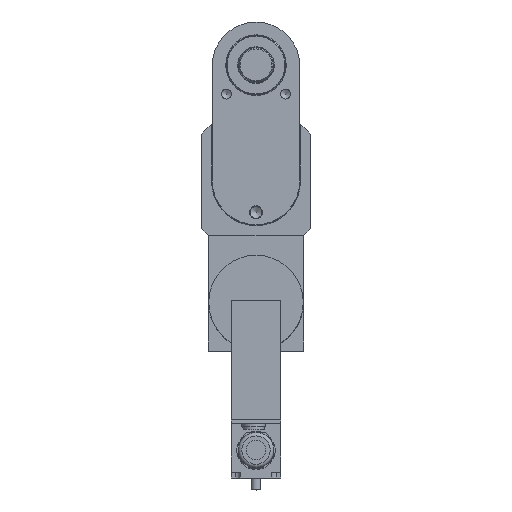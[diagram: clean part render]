
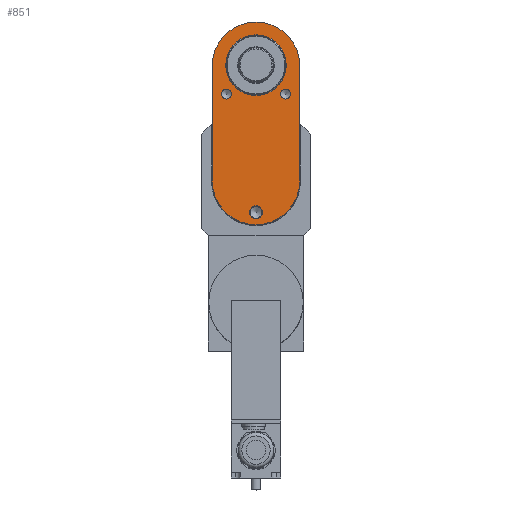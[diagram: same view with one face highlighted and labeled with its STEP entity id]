
A CAD part, top view. The second image highlights one B-rep face of the part: STEP entity #851.
In plain terms, the highlighted planar face has unit normal (0, 0, 1).
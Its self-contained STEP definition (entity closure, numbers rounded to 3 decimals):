
#762=CARTESIAN_POINT('',(25.6,0.5,154.0));
#763=VERTEX_POINT('',#762);
#764=CARTESIAN_POINT('',(0.0,0.5,154.0));
#765=DIRECTION('',(0.0,0.0,1.0));
#766=DIRECTION('',(-1.0,0.0,0.0));
#767=AXIS2_PLACEMENT_3D('',#764,#765,#766);
#768=CIRCLE('',#767,25.6);
#769=EDGE_CURVE('',#763,#763,#768,.T.);
#774=CARTESIAN_POINT('',(0.,-48.75,154.0));
#775=DIRECTION('',(0.0,0.0,1.0));
#776=DIRECTION('',(1.0,0.0,0.0));
#777=AXIS2_PLACEMENT_3D('',#774,#775,#776);
#778=PLANE('',#777);
#779=CARTESIAN_POINT('',(-37.,-97.5,154.0));
#780=VERTEX_POINT('',#779);
#781=CARTESIAN_POINT('',(-37.0,0.,154.0));
#782=VERTEX_POINT('',#781);
#783=CARTESIAN_POINT('',(-37.,-97.5,154.0));
#784=DIRECTION('',(0.0,1.0,0.0));
#785=VECTOR('',#784,97.5);
#786=LINE('',#783,#785);
#787=EDGE_CURVE('',#780,#782,#786,.T.);
#788=ORIENTED_EDGE('',*,*,#787,.F.);
#789=CARTESIAN_POINT('',(37.0,-97.5,154.0));
#790=VERTEX_POINT('',#789);
#791=CARTESIAN_POINT('',(0.0,-97.5,154.0));
#792=DIRECTION('',(0.0,0.0,-1.0));
#793=DIRECTION('',(1.0,0.0,0.0));
#794=AXIS2_PLACEMENT_3D('',#791,#792,#793);
#795=CIRCLE('',#794,37.0);
#796=EDGE_CURVE('',#790,#780,#795,.T.);
#797=ORIENTED_EDGE('',*,*,#796,.F.);
#798=CARTESIAN_POINT('',(37.0,0.,154.0));
#799=VERTEX_POINT('',#798);
#800=CARTESIAN_POINT('',(37.0,0.,154.0));
#801=DIRECTION('',(0.0,-1.0,0.0));
#802=VECTOR('',#801,97.5);
#803=LINE('',#800,#802);
#804=EDGE_CURVE('',#799,#790,#803,.T.);
#805=ORIENTED_EDGE('',*,*,#804,.F.);
#806=CARTESIAN_POINT('',(0.0,0.0,154.0));
#807=DIRECTION('',(0.0,0.0,-1.0));
#808=DIRECTION('',(1.0,0.0,0.0));
#809=AXIS2_PLACEMENT_3D('',#806,#807,#808);
#810=CIRCLE('',#809,37.0);
#811=EDGE_CURVE('',#782,#799,#810,.T.);
#812=ORIENTED_EDGE('',*,*,#811,.F.);
#813=EDGE_LOOP('',(#788,#797,#805,#812));
#814=FACE_OUTER_BOUND('',#813,.T.);
#815=CARTESIAN_POINT('',(5.5,-124.0,154.0));
#816=VERTEX_POINT('',#815);
#817=CARTESIAN_POINT('',(0.0,-124.0,154.0));
#818=DIRECTION('',(0.0,0.0,1.0));
#819=DIRECTION('',(-1.0,0.0,0.0));
#820=AXIS2_PLACEMENT_3D('',#817,#818,#819);
#821=CIRCLE('',#820,5.5);
#822=EDGE_CURVE('',#816,#816,#821,.T.);
#823=ORIENTED_EDGE('',*,*,#822,.F.);
#824=EDGE_LOOP('',(#823));
#825=FACE_BOUND('',#824,.T.);
#826=CARTESIAN_POINT('',(29.188,-24.,154.0));
#827=VERTEX_POINT('',#826);
#828=CARTESIAN_POINT('',(25.0,-24.,154.0));
#829=DIRECTION('',(0.0,0.0,-1.0));
#830=DIRECTION('',(1.0,0.0,0.0));
#831=AXIS2_PLACEMENT_3D('',#828,#829,#830);
#832=CIRCLE('',#831,4.188);
#833=EDGE_CURVE('',#827,#827,#832,.T.);
#834=ORIENTED_EDGE('',*,*,#833,.T.);
#835=EDGE_LOOP('',(#834));
#836=FACE_BOUND('',#835,.T.);
#837=CARTESIAN_POINT('',(-20.812,-24.,154.0));
#838=VERTEX_POINT('',#837);
#839=CARTESIAN_POINT('',(-25.0,-24.,154.0));
#840=DIRECTION('',(0.0,0.0,-1.0));
#841=DIRECTION('',(1.0,0.0,0.0));
#842=AXIS2_PLACEMENT_3D('',#839,#840,#841);
#843=CIRCLE('',#842,4.188);
#844=EDGE_CURVE('',#838,#838,#843,.T.);
#845=ORIENTED_EDGE('',*,*,#844,.T.);
#846=EDGE_LOOP('',(#845));
#847=FACE_BOUND('',#846,.T.);
#848=ORIENTED_EDGE('',*,*,#769,.F.);
#849=EDGE_LOOP('',(#848));
#850=FACE_BOUND('',#849,.T.);
#851=ADVANCED_FACE('',(#814,#825,#836,#847,#850),#778,.T.);
